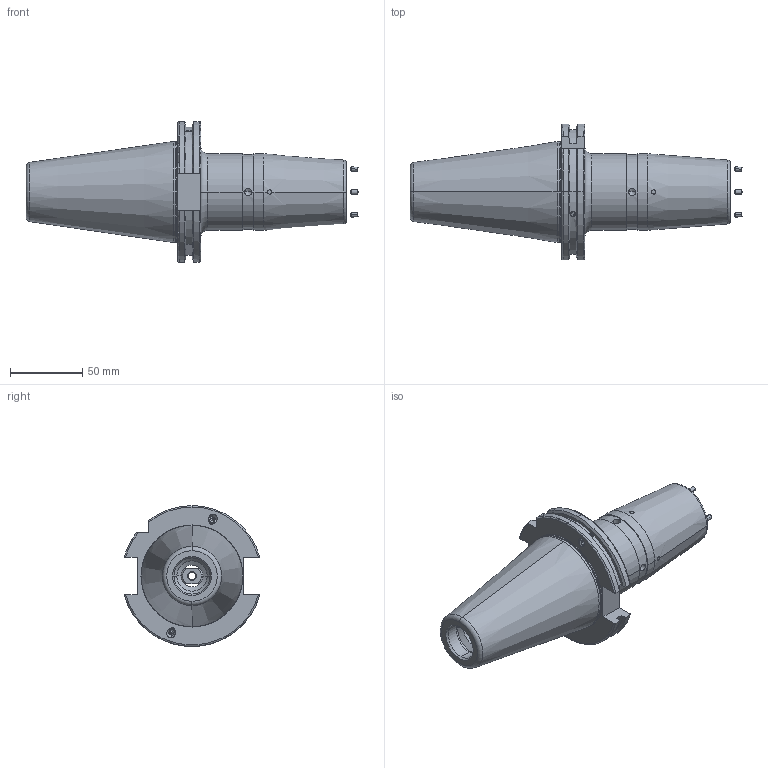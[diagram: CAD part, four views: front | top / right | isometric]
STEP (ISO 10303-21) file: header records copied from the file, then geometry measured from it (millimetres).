
FILE_DESCRIPTION (( 'STEP AP203' ), '1' );
FILE_NAME ('F1S509H-SFK25120.STEP', '2024-08-31T09:51:36', ( '' ), ( '' ), 'SwSTEP 2.0', 'SolidWorks 2024', '' );
FILE_SCHEMA (( 'CONFIG_CONTROL_DESIGN' ));
Length unit declared in the file: millimetre
Products named in the file (7): SCWM16x1x20-FLAT&SLOT_REWORK; EXPANDER PLUG Ø3x3.6; GS-M3X5; GS-M4X4_DIN 913 - M4 x 4-N; SK50SFK25120FWW; GS-M4X4-COATING_DIN 913 - M4 x 4-N; F1S509H-SFK25120
Assembly tree (14 placements, depth 2):
  F1S509H-SFK25120
    SK50SFK25120FWW
    SCWM16x1x20-FLAT&SLOT_REWORK
    EXPANDER PLUG Ø3x3.6  x4
    GS-M4X4_DIN 913 - M4 x 4-N  x2
    GS-M4X4-COATING_DIN 913 - M4 x 4-N  x2
    GS-M3X5  x4
Bounding box: 229.79 x 94.05 x 97.5 mm (x, y, z)
Volume: 488175.7 mm3; surface area: 71272.9 mm2
Topology: 14 solids, 14 shells, 456 faces, 1095 edges, 665 vertices
Faces by surface type: cone 158, plane 147, cylinder 131, torus 20
Entity records: 11151 total; most frequent: CARTESIAN_POINT 2986, DIRECTION 1560, ORIENTED_EDGE 1482, EDGE_CURVE 741, AXIS2_PLACEMENT_3D 610, VERTEX_POINT 458, EDGE_LOOP 341, VECTOR 340
